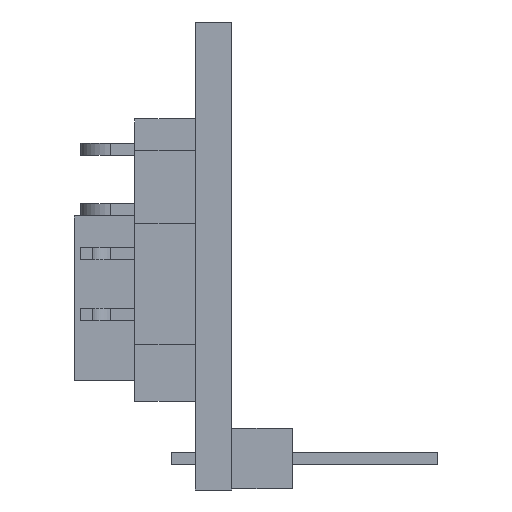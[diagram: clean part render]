
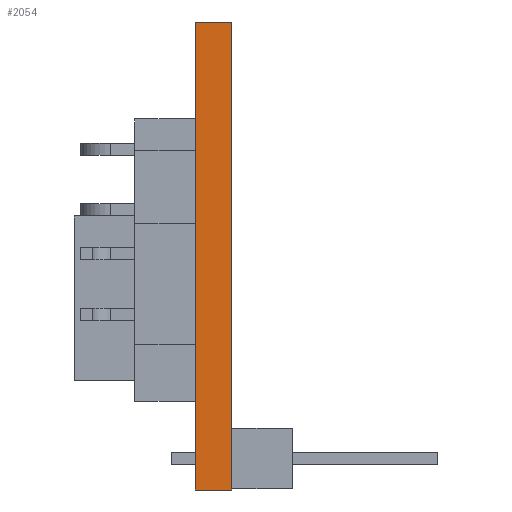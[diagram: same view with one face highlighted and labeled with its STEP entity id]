
A CAD part, left-side view. The second image highlights one B-rep face of the part: STEP entity #2054.
In plain terms, the highlighted planar face has unit normal (-1, 0, 0).
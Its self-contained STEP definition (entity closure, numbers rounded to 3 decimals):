
#98 = LINE ( 'NONE', #2184, #6340 ) ;
#260 = VECTOR ( 'NONE', #838, 1000. ) ;
#316 = EDGE_CURVE ( 'NONE', #7040, #7089, #4785, .T. ) ;
#470 = LINE ( 'NONE', #2740, #260 ) ;
#801 = CARTESIAN_POINT ( 'NONE',  ( -20.875, 0., 9.65 ) ) ;
#838 = DIRECTION ( 'NONE',  ( 0., -1., 0. ) ) ;
#987 = PLANE ( 'NONE',  #4031 ) ;
#2042 = CARTESIAN_POINT ( 'NONE',  ( -20.875, 1.5, -9.65 ) ) ;
#2054 = ADVANCED_FACE ( 'NONE', ( #6953 ), #987, .F. ) ;
#2125 = ORIENTED_EDGE ( 'NONE', *, *, #316, .F. ) ;
#2132 = ORIENTED_EDGE ( 'NONE', *, *, #5835, .T. ) ;
#2181 = VECTOR ( 'NONE', #3381, 1000. ) ;
#2184 = CARTESIAN_POINT ( 'NONE',  ( -20.875, 1.5, 9.65 ) ) ;
#2373 = EDGE_CURVE ( 'NONE', #7089, #7114, #98, .T. ) ;
#2740 = CARTESIAN_POINT ( 'NONE',  ( -20.875, 1.5, -9.65 ) ) ;
#2747 = DIRECTION ( 'NONE',  ( 1., 0., 0. ) ) ;
#3241 = ORIENTED_EDGE ( 'NONE', *, *, #6545, .T. ) ;
#3324 = VERTEX_POINT ( 'NONE', #6357 ) ;
#3381 = DIRECTION ( 'NONE',  ( 0., 0., 1. ) ) ;
#3628 = EDGE_LOOP ( 'NONE', ( #3241, #7070, #2125, #2132 ) ) ;
#3903 = DIRECTION ( 'NONE',  ( 0., 0., -1. ) ) ;
#4031 = AXIS2_PLACEMENT_3D ( 'NONE', #7442, #2747, #3903 ) ;
#4625 = CARTESIAN_POINT ( 'NONE',  ( -20.875, 1.5, 9.65 ) ) ;
#4682 = CARTESIAN_POINT ( 'NONE',  ( -20.875, 1.5, -9.65 ) ) ;
#4785 = LINE ( 'NONE', #4682, #6295 ) ;
#5378 = LINE ( 'NONE', #6585, #2181 ) ;
#5835 = EDGE_CURVE ( 'NONE', #7040, #3324, #470, .T. ) ;
#6295 = VECTOR ( 'NONE', #8059, 1000. ) ;
#6340 = VECTOR ( 'NONE', #6832, 1000. ) ;
#6357 = CARTESIAN_POINT ( 'NONE',  ( -20.875, 0., -9.65 ) ) ;
#6545 = EDGE_CURVE ( 'NONE', #3324, #7114, #5378, .T. ) ;
#6585 = CARTESIAN_POINT ( 'NONE',  ( -20.875, 0., -9.65 ) ) ;
#6832 = DIRECTION ( 'NONE',  ( 0., -1., 0. ) ) ;
#6953 = FACE_OUTER_BOUND ( 'NONE', #3628, .T. ) ;
#7040 = VERTEX_POINT ( 'NONE', #2042 ) ;
#7070 = ORIENTED_EDGE ( 'NONE', *, *, #2373, .F. ) ;
#7089 = VERTEX_POINT ( 'NONE', #4625 ) ;
#7114 = VERTEX_POINT ( 'NONE', #801 ) ;
#7442 = CARTESIAN_POINT ( 'NONE',  ( -20.875, 1.5, -9.65 ) ) ;
#8059 = DIRECTION ( 'NONE',  ( 0., 0., 1. ) ) ;
